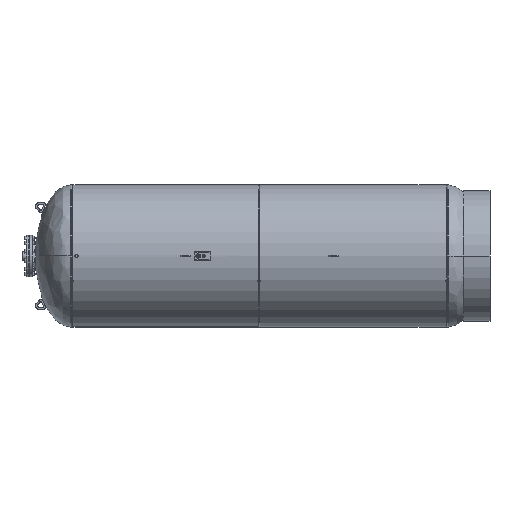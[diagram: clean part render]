
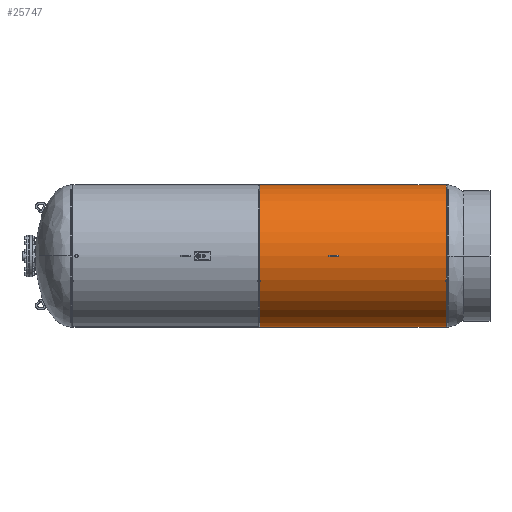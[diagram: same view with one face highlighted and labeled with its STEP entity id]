
A CAD part, left-side view. The second image highlights one B-rep face of the part: STEP entity #25747.
In plain terms, the highlighted cylindrical face has radius 915.543 mm (diameter 1831.09 mm), a partial arc.
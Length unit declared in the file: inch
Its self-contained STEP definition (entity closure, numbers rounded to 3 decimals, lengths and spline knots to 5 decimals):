
#401 = CIRCLE ( 'NONE', #54853, 36.045 ) ;
#483 = CIRCLE ( 'NONE', #66140, 36.045 ) ;
#2971 = DIRECTION ( 'NONE',  ( 0., -1., 0. ) ) ;
#10754 = DIRECTION ( 'NONE',  ( 0., 1., 0. ) ) ;
#14135 = CARTESIAN_POINT ( 'NONE',  ( -0.21124, 0., -36.04438 ) ) ;
#14766 = DIRECTION ( 'NONE',  ( 0., 1., 0. ) ) ;
#14812 = AXIS2_PLACEMENT_3D ( 'NONE', #56595, #10754, #91846 ) ;
#16602 = DIRECTION ( 'NONE',  ( 0., -1., 0. ) ) ;
#16794 = ORIENTED_EDGE ( 'NONE', *, *, #100683, .T. ) ;
#17871 = LINE ( 'NONE', #88964, #67321 ) ;
#22336 = EDGE_LOOP ( 'NONE', ( #68876, #86511, #16794, #105432 ) ) ;
#24157 = DIRECTION ( 'NONE',  ( 0., 0., -1. ) ) ;
#25747 = ADVANCED_FACE ( 'NONE', ( #91244 ), #101232, .T. ) ;
#30219 = CARTESIAN_POINT ( 'NONE',  ( 0., 94.79023, 36.045 ) ) ;
#31093 = CARTESIAN_POINT ( 'NONE',  ( -0.21124, 94.79023, -36.04438 ) ) ;
#53507 = VERTEX_POINT ( 'NONE', #81914 ) ;
#54853 = AXIS2_PLACEMENT_3D ( 'NONE', #79433, #16602, #98246 ) ;
#56595 = CARTESIAN_POINT ( 'NONE',  ( 0., 0., 0. ) ) ;
#62048 = VERTEX_POINT ( 'NONE', #67538 ) ;
#66140 = AXIS2_PLACEMENT_3D ( 'NONE', #102891, #14766, #24157 ) ;
#67321 = VECTOR ( 'NONE', #70738, 39.37008 ) ;
#67538 = CARTESIAN_POINT ( 'NONE',  ( -0.21124, 0.25, -36.04438 ) ) ;
#68876 = ORIENTED_EDGE ( 'NONE', *, *, #112616, .T. ) ;
#70738 = DIRECTION ( 'NONE',  ( 0., 1., 0. ) ) ;
#75256 = LINE ( 'NONE', #14135, #92644 ) ;
#78580 = VERTEX_POINT ( 'NONE', #30219 ) ;
#79433 = CARTESIAN_POINT ( 'NONE',  ( 0., 94.79023, 0. ) ) ;
#81914 = CARTESIAN_POINT ( 'NONE',  ( 0., 0.25, 36.045 ) ) ;
#86511 = ORIENTED_EDGE ( 'NONE', *, *, #94319, .T. ) ;
#88964 = CARTESIAN_POINT ( 'NONE',  ( 0., 0., 36.045 ) ) ;
#91244 = FACE_OUTER_BOUND ( 'NONE', #22336, .T. ) ;
#91846 = DIRECTION ( 'NONE',  ( 0., 0., 1. ) ) ;
#92644 = VECTOR ( 'NONE', #2971, 39.37008 ) ;
#94319 = EDGE_CURVE ( 'NONE', #53507, #78580, #17871, .T. ) ;
#96466 = VERTEX_POINT ( 'NONE', #31093 ) ;
#98246 = DIRECTION ( 'NONE',  ( 0., 0., 1. ) ) ;
#100683 = EDGE_CURVE ( 'NONE', #78580, #96466, #401, .T. ) ;
#101232 = CYLINDRICAL_SURFACE ( 'NONE', #14812, 36.045 ) ;
#102891 = CARTESIAN_POINT ( 'NONE',  ( 0., 0.25, 0. ) ) ;
#105432 = ORIENTED_EDGE ( 'NONE', *, *, #106919, .T. ) ;
#106919 = EDGE_CURVE ( 'NONE', #96466, #62048, #75256, .T. ) ;
#112616 = EDGE_CURVE ( 'NONE', #62048, #53507, #483, .T. ) ;
